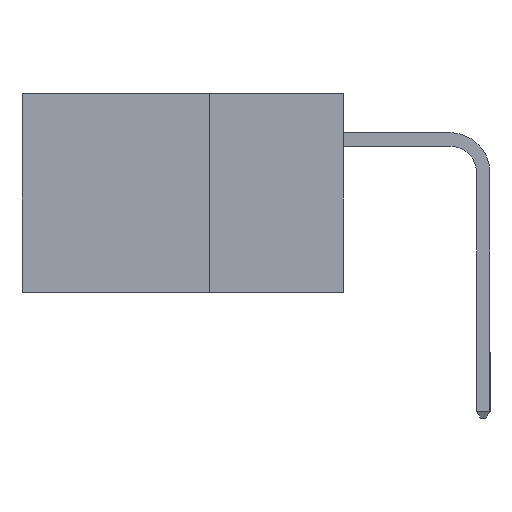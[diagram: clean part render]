
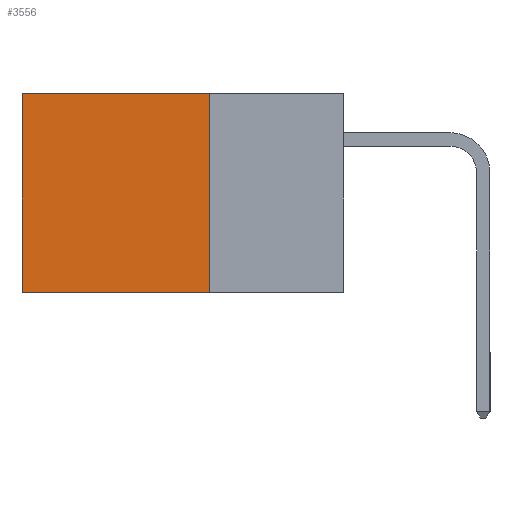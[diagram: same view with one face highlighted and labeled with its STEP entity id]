
A CAD part, left-side view. The second image highlights one B-rep face of the part: STEP entity #3556.
In plain terms, the highlighted planar face has unit normal (-1, 0, 0).
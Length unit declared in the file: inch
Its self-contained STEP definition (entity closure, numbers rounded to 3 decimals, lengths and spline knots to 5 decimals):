
#897 = EDGE_CURVE ( 'NONE', #13003, #2091, #8120, .T. ) ;
#944 = VERTEX_POINT ( 'NONE', #2346 ) ;
#1010 = CARTESIAN_POINT ( 'NONE',  ( 0.2615, 0.6, 0. ) ) ;
#1023 = CARTESIAN_POINT ( 'NONE',  ( 0.2615, 0.6, -0.37 ) ) ;
#1507 = FACE_OUTER_BOUND ( 'NONE', #12994, .T. ) ;
#1529 = LINE ( 'NONE', #5342, #11398 ) ;
#2091 = VERTEX_POINT ( 'NONE', #7695 ) ;
#2346 = CARTESIAN_POINT ( 'NONE',  ( 0.2615, 0.25, 0. ) ) ;
#2502 = ORIENTED_EDGE ( 'NONE', *, *, #3060, .F. ) ;
#2672 = DIRECTION ( 'NONE',  ( 0., 1., 0. ) ) ;
#2893 = VECTOR ( 'NONE', #15209, 39.37008 ) ;
#3060 = EDGE_CURVE ( 'NONE', #944, #4379, #11906, .T. ) ;
#3464 = EDGE_CURVE ( 'NONE', #4379, #2091, #14277, .T. ) ;
#3556 = ADVANCED_FACE ( 'NONE', ( #1507 ), #9610, .F. ) ;
#3594 = VECTOR ( 'NONE', #2672, 39.37008 ) ;
#4379 = VERTEX_POINT ( 'NONE', #6217 ) ;
#4656 = DIRECTION ( 'NONE',  ( 0., 0., -1. ) ) ;
#4890 = CARTESIAN_POINT ( 'NONE',  ( 0.2615, 0.25, -0.37 ) ) ;
#5075 = EDGE_CURVE ( 'NONE', #944, #13003, #1529, .T. ) ;
#5085 = DIRECTION ( 'NONE',  ( 0., 0., -1. ) ) ;
#5342 = CARTESIAN_POINT ( 'NONE',  ( 0.2615, 0.25, 0. ) ) ;
#5347 = AXIS2_PLACEMENT_3D ( 'NONE', #14594, #14429, #5085 ) ;
#6217 = CARTESIAN_POINT ( 'NONE',  ( 0.2615, 0.25, -0.37 ) ) ;
#7695 = CARTESIAN_POINT ( 'NONE',  ( 0.2615, 0.6, -0.37 ) ) ;
#8120 = LINE ( 'NONE', #1023, #2893 ) ;
#9610 = PLANE ( 'NONE',  #5347 ) ;
#11274 = ORIENTED_EDGE ( 'NONE', *, *, #897, .T. ) ;
#11398 = VECTOR ( 'NONE', #12500, 39.37008 ) ;
#11906 = LINE ( 'NONE', #4890, #15226 ) ;
#12269 = ORIENTED_EDGE ( 'NONE', *, *, #3464, .F. ) ;
#12500 = DIRECTION ( 'NONE',  ( 0., 1., 0. ) ) ;
#12994 = EDGE_LOOP ( 'NONE', ( #11274, #12269, #2502, #15164 ) ) ;
#13003 = VERTEX_POINT ( 'NONE', #1010 ) ;
#14277 = LINE ( 'NONE', #14666, #3594 ) ;
#14429 = DIRECTION ( 'NONE',  ( 1., 0., 0. ) ) ;
#14594 = CARTESIAN_POINT ( 'NONE',  ( 0.2615, 0.25, -0.37 ) ) ;
#14666 = CARTESIAN_POINT ( 'NONE',  ( 0.2615, 0.25, -0.37 ) ) ;
#15164 = ORIENTED_EDGE ( 'NONE', *, *, #5075, .T. ) ;
#15209 = DIRECTION ( 'NONE',  ( 0., 0., -1. ) ) ;
#15226 = VECTOR ( 'NONE', #4656, 39.37008 ) ;
